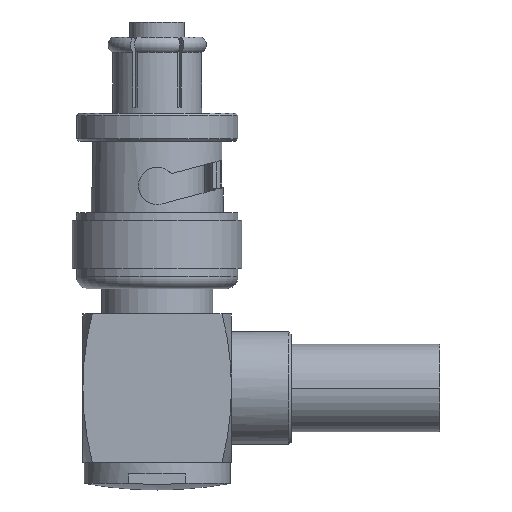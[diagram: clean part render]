
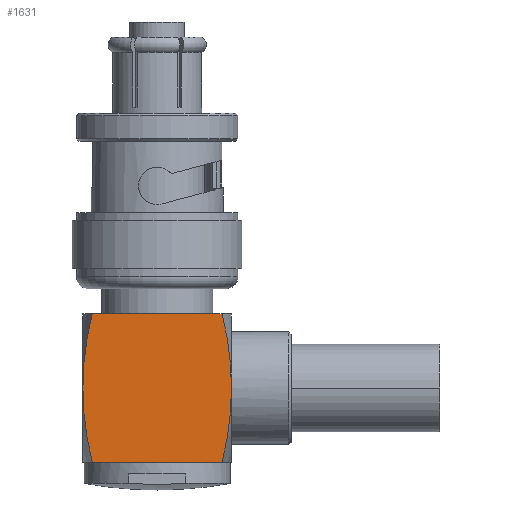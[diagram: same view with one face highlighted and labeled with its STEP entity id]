
A CAD part, top view. The second image highlights one B-rep face of the part: STEP entity #1631.
In plain terms, the highlighted planar face has unit normal (0, 0, 1).
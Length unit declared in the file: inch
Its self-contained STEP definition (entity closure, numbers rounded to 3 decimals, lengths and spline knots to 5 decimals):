
#125 = VERTEX_POINT ( 'NONE', #4507 ) ;
#212 = ORIENTED_EDGE ( 'NONE', *, *, #1396, .T. ) ;
#213 = VERTEX_POINT ( 'NONE', #1397 ) ;
#230 = CIRCLE ( 'NONE', #6047, 1. ) ;
#331 = EDGE_LOOP ( 'NONE', ( #5384, #629, #212, #5850, #4527, #5588 ) ) ;
#349 = EDGE_CURVE ( 'NONE', #213, #2447, #4608, .T. ) ;
#629 = ORIENTED_EDGE ( 'NONE', *, *, #5599, .T. ) ;
#845 = CARTESIAN_POINT ( 'NONE',  ( 0.75, -1.15702, 0.25 ) ) ;
#867 = DIRECTION ( 'NONE',  ( 0., 0., 1. ) ) ;
#938 = DIRECTION ( 'NONE',  ( -0.968, 0.25, 0. ) ) ;
#1117 = DIRECTION ( 'NONE',  ( 0.968, -0.25, 0. ) ) ;
#1125 = AXIS2_PLACEMENT_3D ( 'NONE', #1200, #1239, #2255 ) ;
#1200 = CARTESIAN_POINT ( 'NONE',  ( 0., -1.15702, 0.25 ) ) ;
#1239 = DIRECTION ( 'NONE',  ( 0., 0., 1. ) ) ;
#1396 = EDGE_CURVE ( 'NONE', #4762, #4022, #6350, .T. ) ;
#1397 = CARTESIAN_POINT ( 'NONE',  ( 0.21825, -1.40702, 0.25 ) ) ;
#1425 = AXIS2_PLACEMENT_3D ( 'NONE', #4755, #5846, #2730 ) ;
#1631 = ADVANCED_FACE ( 'NONE', ( #5274 ), #3801, .T. ) ;
#1773 = EDGE_CURVE ( 'NONE', #4022, #213, #4968, .T. ) ;
#1976 = VERTEX_POINT ( 'NONE', #4748 ) ;
#2163 = DIRECTION ( 'NONE',  ( 0., 0., 1. ) ) ;
#2252 = AXIS2_PLACEMENT_3D ( 'NONE', #5509, #867, #2933 ) ;
#2255 = DIRECTION ( 'NONE',  ( 1., 0., 0. ) ) ;
#2447 = VERTEX_POINT ( 'NONE', #3557 ) ;
#2730 = DIRECTION ( 'NONE',  ( 1., 0., 0. ) ) ;
#2734 = LINE ( 'NONE', #6411, #6438 ) ;
#2877 = DIRECTION ( 'NONE',  ( 0., 0., 1. ) ) ;
#2933 = DIRECTION ( 'NONE',  ( -1., 0., 0. ) ) ;
#2953 = CIRCLE ( 'NONE', #1425, 1. ) ;
#3154 = EDGE_CURVE ( 'NONE', #1976, #125, #2734, .T. ) ;
#3557 = CARTESIAN_POINT ( 'NONE',  ( 0.25, -1.15702, 0.25 ) ) ;
#3618 = CARTESIAN_POINT ( 'NONE',  ( -0.75, -1.15702, 0.25 ) ) ;
#3801 = PLANE ( 'NONE',  #1125 ) ;
#4022 = VERTEX_POINT ( 'NONE', #4187 ) ;
#4167 = AXIS2_PLACEMENT_3D ( 'NONE', #3618, #2163, #1117 ) ;
#4187 = CARTESIAN_POINT ( 'NONE',  ( -0.21825, -1.40702, 0.25 ) ) ;
#4209 = DIRECTION ( 'NONE',  ( -1., 0., 0. ) ) ;
#4449 = DIRECTION ( 'NONE',  ( 1., 0., 0. ) ) ;
#4507 = CARTESIAN_POINT ( 'NONE',  ( -0.21825, -0.90702, 0.25 ) ) ;
#4527 = ORIENTED_EDGE ( 'NONE', *, *, #349, .T. ) ;
#4608 = CIRCLE ( 'NONE', #4167, 1. ) ;
#4748 = CARTESIAN_POINT ( 'NONE',  ( 0.21825, -0.90702, 0.25 ) ) ;
#4755 = CARTESIAN_POINT ( 'NONE',  ( -0.75, -1.15702, 0.25 ) ) ;
#4762 = VERTEX_POINT ( 'NONE', #5806 ) ;
#4968 = LINE ( 'NONE', #5513, #5343 ) ;
#5274 = FACE_OUTER_BOUND ( 'NONE', #331, .T. ) ;
#5343 = VECTOR ( 'NONE', #4449, 39.37008 ) ;
#5384 = ORIENTED_EDGE ( 'NONE', *, *, #3154, .T. ) ;
#5509 = CARTESIAN_POINT ( 'NONE',  ( 0.75, -1.15702, 0.25 ) ) ;
#5513 = CARTESIAN_POINT ( 'NONE',  ( -0.21825, -1.40702, 0.25 ) ) ;
#5588 = ORIENTED_EDGE ( 'NONE', *, *, #6432, .T. ) ;
#5599 = EDGE_CURVE ( 'NONE', #125, #4762, #230, .T. ) ;
#5806 = CARTESIAN_POINT ( 'NONE',  ( -0.25, -1.15702, 0.25 ) ) ;
#5846 = DIRECTION ( 'NONE',  ( 0., 0., 1. ) ) ;
#5850 = ORIENTED_EDGE ( 'NONE', *, *, #1773, .T. ) ;
#6047 = AXIS2_PLACEMENT_3D ( 'NONE', #845, #2877, #938 ) ;
#6350 = CIRCLE ( 'NONE', #2252, 1. ) ;
#6411 = CARTESIAN_POINT ( 'NONE',  ( 0.21825, -0.90702, 0.25 ) ) ;
#6432 = EDGE_CURVE ( 'NONE', #2447, #1976, #2953, .T. ) ;
#6438 = VECTOR ( 'NONE', #4209, 39.37008 ) ;
